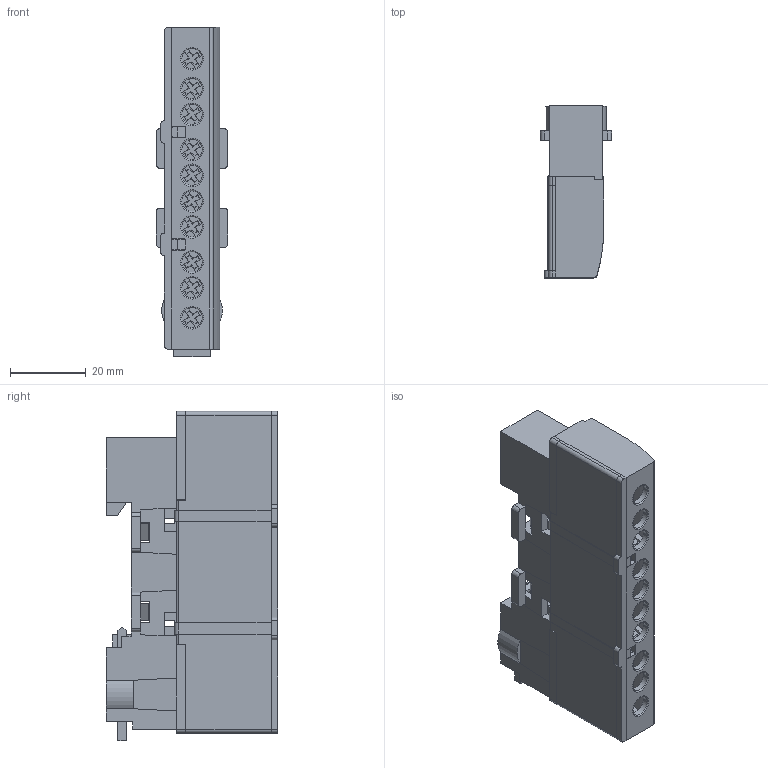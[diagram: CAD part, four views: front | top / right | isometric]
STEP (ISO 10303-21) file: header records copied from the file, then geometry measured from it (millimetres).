
FILE_DESCRIPTION (( 'STEP AP214' ), '1' );
FILE_NAME ('KSN-6-8x12-10 BLUE.STEP', '2023-11-22T12:49:21', ( '' ), ( '' ), 'SwSTEP 2.0', 'SolidWorks 2022', '' );
FILE_SCHEMA (( 'AUTOMOTIVE_DESIGN' ));
Length unit declared in the file: millimetre
Products named in the file (7): KSN-6-8x12-10 BLUE; Подставка универсал 140421.STEP; крышка 8х12-10_140421.STEP; КМ Шина 10 - 8х12_(2).STEP; Винт М5х10.STEP; крышка2 8х12-10_140421.STEP; защелка
Assembly tree (15 placements, depth 2):
  KSN-6-8x12-10 BLUE
    Подставка универсал 140421.STEP
    крышка 8х12-10_140421.STEP
    крышка2 8х12-10_140421.STEP
    КМ Шина 10 - 8х12_(2).STEP
    Винт М5х10.STEP  x10
    защелка
Bounding box: 18.8 x 45.4 x 87 mm (x, y, z)
Volume: 28914 mm3; surface area: 32136.3 mm2
Topology: 15 solids, 15 shells, 1596 faces, 4343 edges, 2822 vertices
Faces by surface type: plane 982, cylinder 229, bspline 224, cone 101, torus 60
Entity records: 56281 total; most frequent: CARTESIAN_POINT 20841, ORIENTED_EDGE 7354, DIRECTION 5948, EDGE_CURVE 3677, VECTOR 2620, LINE 2620, VERTEX_POINT 2390, AXIS2_PLACEMENT_3D 1664
